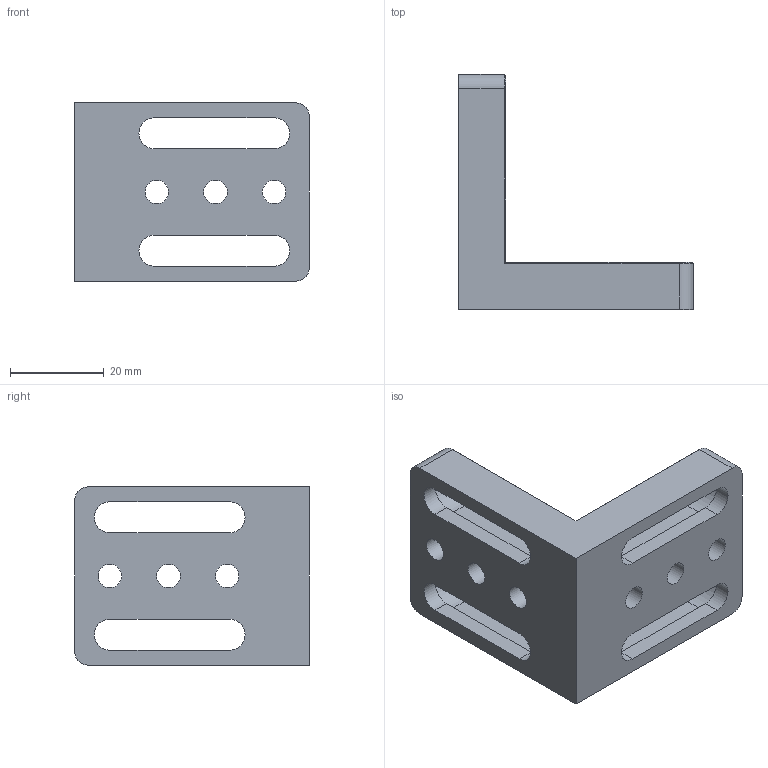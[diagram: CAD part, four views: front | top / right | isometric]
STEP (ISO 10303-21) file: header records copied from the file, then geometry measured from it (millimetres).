
FILE_DESCRIPTION (( 'STEP AP203' ), '1' );
FILE_NAME ('50-38-50-L盓殤B .STEP', '2025-05-19T03:09:35', ( 'Windows User' ), ( 'P R C' ), 'SwSTEP 2.0', 'SolidWorks 2020', '' );
FILE_SCHEMA (( 'CONFIG_CONTROL_DESIGN' ));
Length unit declared in the file: millimetre
Products named in the file (1): 50-38-50-L盓殤B 
Bounding box: 50 x 50 x 38 mm (x, y, z)
Volume: 20258.3 mm3; surface area: 11563.7 mm2
Topology: 1 solids, 1 shells, 90 faces, 214 edges, 132 vertices
Faces by surface type: plane 44, cylinder 28, cone 18
Full cylindrical faces by diameter (mm): 5 x6, 5.105 x1, 5.943 x1
Entity records: 2623 total; most frequent: DIRECTION 456, CARTESIAN_POINT 423, ORIENTED_EDGE 400, EDGE_CURVE 200, AXIS2_PLACEMENT_3D 165, VERTEX_POINT 132, EDGE_LOOP 130, VECTOR 126
